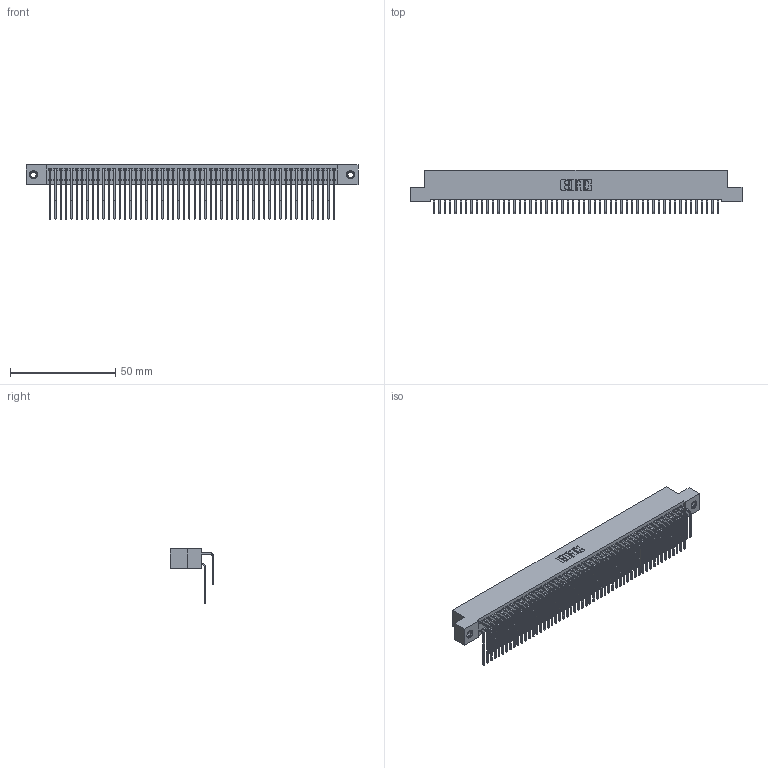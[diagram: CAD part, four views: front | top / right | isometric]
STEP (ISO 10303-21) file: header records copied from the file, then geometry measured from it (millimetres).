
FILE_DESCRIPTION (( 'STEP AP203' ), '1' );
FILE_NAME ('342-108-559-207.STEP', '2019-10-04T20:02:52', ( '' ), ( '' ), 'SwSTEP 2.0', 'SolidWorks 2016', '' );
FILE_SCHEMA (( 'CONFIG_CONTROL_DESIGN' ));
Length unit declared in the file: inch
Products named in the file (5): 342 Part_TI; 345-292-001_558 559 Tail - 1; 345-292-001_559 Tail - 2; 345-250-001_345-250-005-103; 342-108-559-207
Assembly tree (111 placements, depth 2):
  342-108-559-207
    342 Part_TI
    345-292-001_558 559 Tail - 1  x54
    345-292-001_559 Tail - 2  x54
    345-250-001_345-250-005-103  x2
Bounding box: 157.48 x 20.64 x 25.78 mm (x, y, z)
Volume: 14816.7 mm3; surface area: 27257.7 mm2
Topology: 111 solids, 111 shells, 6002 faces, 17823 edges, 11730 vertices
Faces by surface type: plane 4202, cylinder 1784, cone 12, torus 4
Entity records: 36026 total; most frequent: CARTESIAN_POINT 5988, ORIENTED_EDGE 5866, DIRECTION 5107, EDGE_CURVE 2933, LINE 2745, VECTOR 2745, VERTEX_POINT 1948, AXIS2_PLACEMENT_3D 1181
